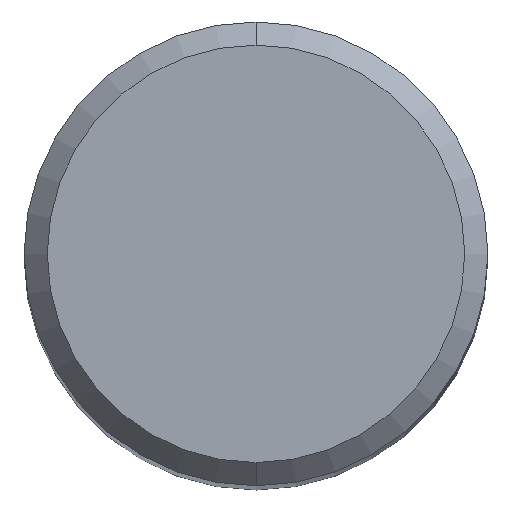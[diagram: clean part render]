
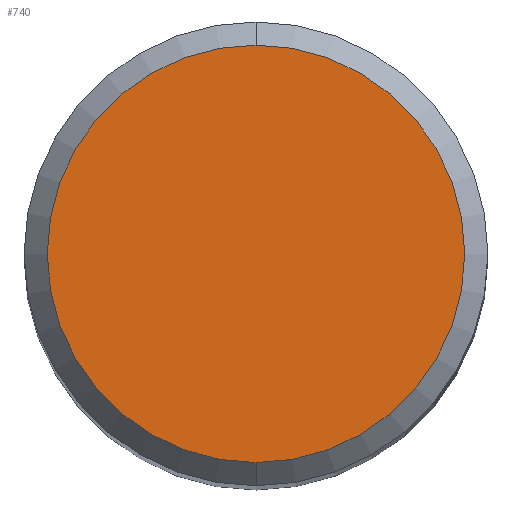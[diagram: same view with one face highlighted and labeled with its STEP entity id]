
A CAD part, top view. The second image highlights one B-rep face of the part: STEP entity #740.
In plain terms, the highlighted planar face has unit normal (0, 0, 1).
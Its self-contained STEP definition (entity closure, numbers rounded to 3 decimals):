
#442=VERTEX_POINT('',#1019);
#510=VERTEX_POINT('',#1096);
#556=EDGE_CURVE('',#510,#442,#1147,.T.);
#610=EDGE_CURVE('',#442,#510,#1203,.T.);
#740=ADVANCED_FACE('',(#1345),#1346,.T.);
#1019=CARTESIAN_POINT('',(0.,-5.4,0.0));
#1096=CARTESIAN_POINT('',(0.0,5.4,0.0));
#1147=CIRCLE('',#3029,5.4);
#1203=CIRCLE('',#3808,5.4);
#1345=FACE_OUTER_BOUND('',#5546,.T.);
#1346=PLANE('',#5547);
#3029=AXIS2_PLACEMENT_3D('',#6293,#6294,#6295);
#3808=AXIS2_PLACEMENT_3D('',#6325,#6326,#6327);
#5546=EDGE_LOOP('',(#6464,#6465));
#5547=AXIS2_PLACEMENT_3D('',#6466,#6467,#6468);
#6293=CARTESIAN_POINT('',(0.0,0.0,0.0));
#6294=DIRECTION('',(0.0,0.0,-1.0));
#6295=DIRECTION('',(0.0,1.0,0.0));
#6325=CARTESIAN_POINT('',(0.0,0.0,0.0));
#6326=DIRECTION('',(0.0,0.0,-1.0));
#6327=DIRECTION('',(0.0,1.0,0.0));
#6464=ORIENTED_EDGE('',*,*,#556,.F.);
#6465=ORIENTED_EDGE('',*,*,#610,.F.);
#6466=CARTESIAN_POINT('',(0.0,2.7,0.0));
#6467=DIRECTION('',(-0.0,0.0,1.0));
#6468=DIRECTION('',(0.0,-1.0,0.0));
